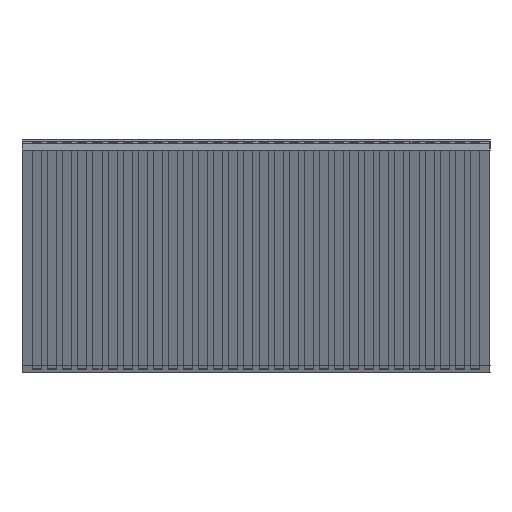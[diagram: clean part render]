
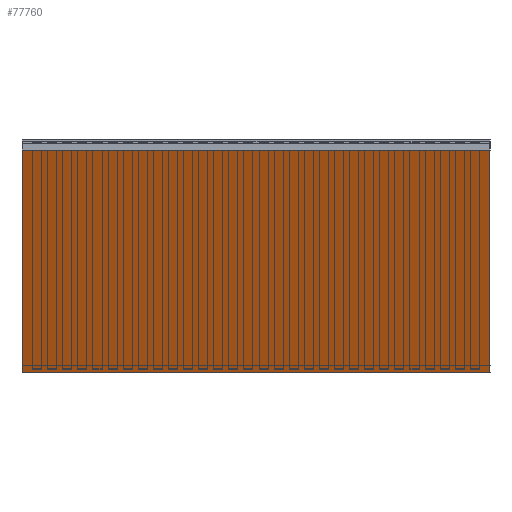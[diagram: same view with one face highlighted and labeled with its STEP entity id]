
A CAD part, left-side view. The second image highlights one B-rep face of the part: STEP entity #77760.
In plain terms, the highlighted planar face has unit normal (-0.916, 0, -0.401).
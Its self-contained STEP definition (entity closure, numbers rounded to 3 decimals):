
#54=B_SPLINE_CURVE_WITH_KNOTS('',3,(#98236,#98237,#98238,#98239),
 .UNSPECIFIED.,.F.,.F.,(4,4),(0.,1.),.UNSPECIFIED.);
#1999=ORIENTED_EDGE('',*,*,#19005,.F.);
#2000=ORIENTED_EDGE('',*,*,#19187,.F.);
#2001=ORIENTED_EDGE('',*,*,#19092,.T.);
#2002=ORIENTED_EDGE('',*,*,#19189,.T.);
#19005=EDGE_CURVE('',#27610,#27611,#33359,.T.);
#19092=EDGE_CURVE('',#27697,#27696,#33446,.T.);
#19187=EDGE_CURVE('',#27697,#27610,#54,.T.);
#19189=EDGE_CURVE('',#27696,#27611,#33542,.T.);
#27610=VERTEX_POINT('',#97903);
#27611=VERTEX_POINT('',#97905);
#27696=VERTEX_POINT('',#98078);
#27697=VERTEX_POINT('',#98080);
#33359=LINE('',#97904,#40795);
#33446=LINE('',#98079,#40882);
#33542=LINE('',#98243,#40978);
#40795=VECTOR('',#84206,1000.);
#40882=VECTOR('',#84297,1000.);
#40978=VECTOR('',#84413,1000.);
#47919=EDGE_LOOP('',(#1999,#2000,#2001,#2002));
#50903=FACE_BOUND('',#47919,.T.);
#53887=PLANE('',#80781);
#77760=ADVANCED_FACE('',(#50903),#53887,.T.);
#80781=AXIS2_PLACEMENT_3D('',#98242,#84411,#84412);
#84206=DIRECTION('',(0.401,0.,-0.916));
#84297=DIRECTION('',(0.401,0.,-0.916));
#84411=DIRECTION('',(-0.916,0.,-0.401));
#84412=DIRECTION('',(-0.401,0.,0.916));
#84413=DIRECTION('',(0.,-1.,0.));
#97903=CARTESIAN_POINT('',(35.04,0.,-0.167));
#97904=CARTESIAN_POINT('',(35.04,0.,-0.167));
#97905=CARTESIAN_POINT('',(38.32,0.,-7.66));
#98078=CARTESIAN_POINT('',(38.32,15.5,-7.66));
#98079=CARTESIAN_POINT('',(35.04,15.5,-0.167));
#98080=CARTESIAN_POINT('',(35.04,15.5,-0.167));
#98236=CARTESIAN_POINT('',(35.04,15.5,-0.167));
#98237=CARTESIAN_POINT('',(35.04,10.333,-0.167));
#98238=CARTESIAN_POINT('',(35.04,5.167,-0.167));
#98239=CARTESIAN_POINT('',(35.04,0.,-0.167));
#98242=CARTESIAN_POINT('',(35.04,15.5,-0.167));
#98243=CARTESIAN_POINT('',(38.32,15.5,-7.66));
